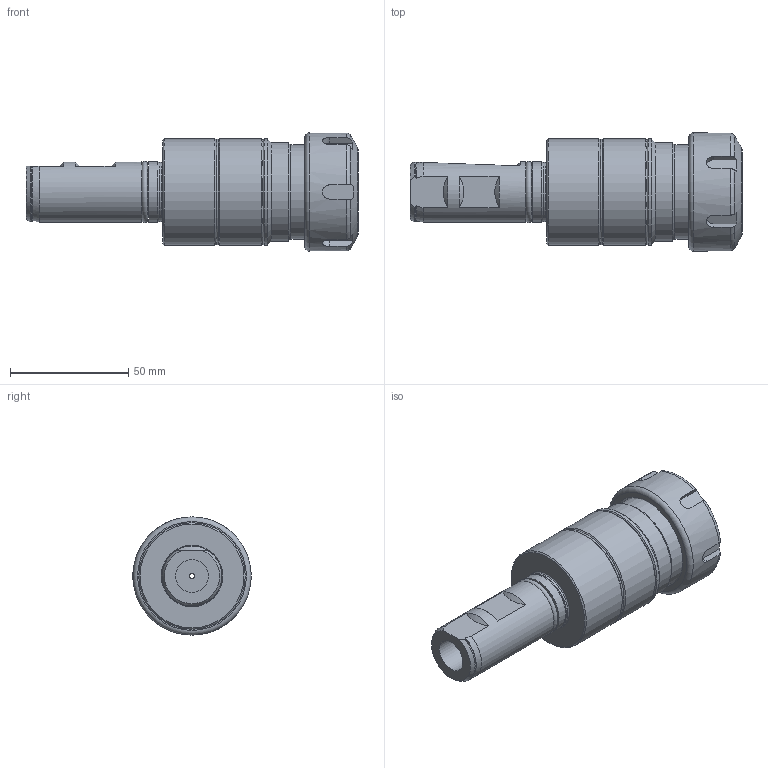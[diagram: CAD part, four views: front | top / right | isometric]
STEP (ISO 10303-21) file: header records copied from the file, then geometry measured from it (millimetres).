
FILE_DESCRIPTION(/* description */ (''),/* implementation_level */ '2;1');
FILE_NAME(/* name */ 'S100-PT32-0325.stp',/* time_stamp */ '2018-12-18T10:55:36-06:00',/* author */ ('Lee'),/* organization */ (''),/* preprocessor_version */ 'ST-DEVELOPER v17',/* originating_system */ 'Autodesk Inventor LT',/* authorisation */ '');
FILE_SCHEMA (('AUTOMOTIVE_DESIGN { 1 0 10303 214 3 1 1 }'));
Length unit declared in the file: millimetre
Products named in the file (1): S100-PT32-0325
Bounding box: 140.45 x 50 x 50 mm (x, y, z)
Volume: 120705.3 mm3; surface area: 31954.2 mm2
Topology: 4 solids, 4 shells, 104 faces, 303 edges, 214 vertices
Faces by surface type: plane 40, cylinder 27, cone 18, torus 18, bspline 1
Full cylindrical faces by diameter (mm): 2 x1, 14 x1, 20.9 x2, 24.1 x1, 25.1 x1, 25.4 x2, 36.2 x1, 38.376 x1, 39.93 x1, 41 x1, 41.9 x1, 42.5 x2, 45 x3, 50 x1
Entity records: 3804 total; most frequent: CARTESIAN_POINT 958, DIRECTION 609, ORIENTED_EDGE 606, EDGE_CURVE 303, AXIS2_PLACEMENT_3D 265, VERTEX_POINT 214, CIRCLE 157, EDGE_LOOP 119
